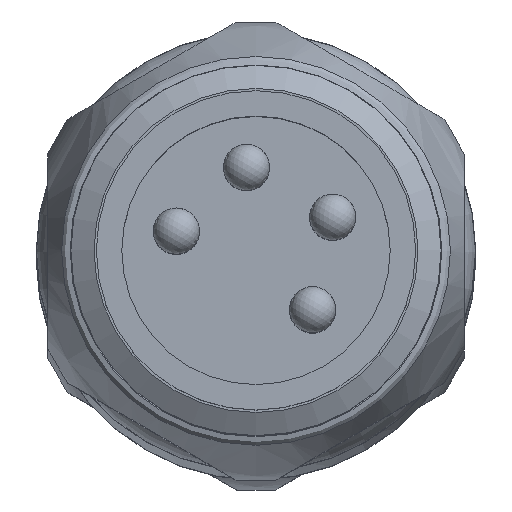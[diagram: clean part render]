
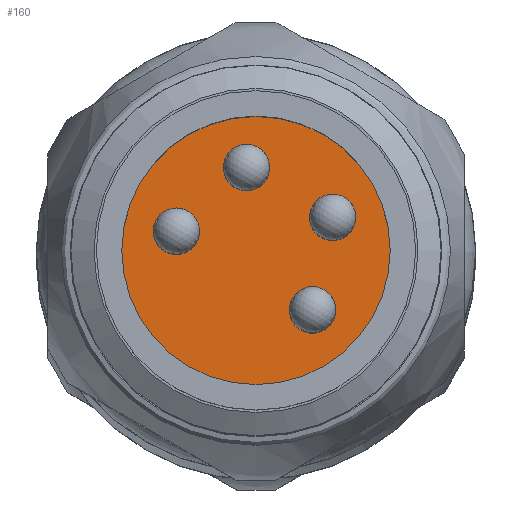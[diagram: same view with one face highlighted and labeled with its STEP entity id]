
A CAD part, top view. The second image highlights one B-rep face of the part: STEP entity #160.
In plain terms, the highlighted planar face has unit normal (0, 0, 1).
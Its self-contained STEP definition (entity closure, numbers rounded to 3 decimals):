
#111=PLANE('',#912);
#160=ADVANCED_FACE('',(#269,#270,#271,#272,#273),#111,.F.);
#269=FACE_BOUND('',#397,.T.);
#270=FACE_BOUND('',#398,.T.);
#271=FACE_BOUND('',#399,.T.);
#272=FACE_BOUND('',#400,.T.);
#273=FACE_BOUND('',#401,.T.);
#397=EDGE_LOOP('',(#539));
#398=EDGE_LOOP('',(#540));
#399=EDGE_LOOP('',(#541));
#400=EDGE_LOOP('',(#542));
#401=EDGE_LOOP('',(#543));
#539=ORIENTED_EDGE('',*,*,#721,.T.);
#540=ORIENTED_EDGE('',*,*,#722,.T.);
#541=ORIENTED_EDGE('',*,*,#723,.F.);
#542=ORIENTED_EDGE('',*,*,#724,.F.);
#543=ORIENTED_EDGE('',*,*,#725,.T.);
#650=VERTEX_POINT('',#1735);
#651=VERTEX_POINT('',#1737);
#652=VERTEX_POINT('',#1739);
#653=VERTEX_POINT('',#1741);
#654=VERTEX_POINT('',#1743);
#721=EDGE_CURVE('',#650,#650,#792,.T.);
#722=EDGE_CURVE('',#651,#651,#793,.T.);
#723=EDGE_CURVE('',#652,#652,#794,.T.);
#724=EDGE_CURVE('',#653,#653,#795,.T.);
#725=EDGE_CURVE('',#654,#654,#796,.T.);
#792=CIRCLE('',#907,0.5);
#793=CIRCLE('',#908,2.9);
#794=CIRCLE('',#909,0.5);
#795=CIRCLE('',#910,0.5);
#796=CIRCLE('',#911,0.5);
#907=AXIS2_PLACEMENT_3D('',#1734,#1103,#1104);
#908=AXIS2_PLACEMENT_3D('',#1736,#1105,#1106);
#909=AXIS2_PLACEMENT_3D('',#1738,#1107,#1108);
#910=AXIS2_PLACEMENT_3D('',#1740,#1109,#1110);
#911=AXIS2_PLACEMENT_3D('',#1742,#1111,#1112);
#912=AXIS2_PLACEMENT_3D('',#1744,#1113,#1114);
#1103=DIRECTION('',(0.,0.,-1.));
#1104=DIRECTION('',(1.,0.,0.));
#1105=DIRECTION('',(0.,0.,1.));
#1106=DIRECTION('',(0.5,0.866,0.));
#1107=DIRECTION('',(0.,0.,1.));
#1108=DIRECTION('',(-1.,0.,0.));
#1109=DIRECTION('',(0.,0.,1.));
#1110=DIRECTION('',(-1.,0.,0.));
#1111=DIRECTION('',(0.,0.,-1.));
#1112=DIRECTION('',(1.,0.,0.));
#1113=DIRECTION('',(0.,0.,-1.));
#1114=DIRECTION('',(0.5,0.866,0.));
#1734=CARTESIAN_POINT('',(51.656,50.718,105.71));
#1735=CARTESIAN_POINT('',(52.156,50.718,105.71));
#1736=CARTESIAN_POINT('',(50.,50.,105.71));
#1737=CARTESIAN_POINT('',(51.45,52.511,105.71));
#1738=CARTESIAN_POINT('',(48.278,50.417,105.71));
#1739=CARTESIAN_POINT('',(47.778,50.417,105.71));
#1740=CARTESIAN_POINT('',(49.794,51.793,105.71));
#1741=CARTESIAN_POINT('',(49.294,51.793,105.71));
#1742=CARTESIAN_POINT('',(51.222,48.717,105.71));
#1743=CARTESIAN_POINT('',(51.722,48.717,105.71));
#1744=CARTESIAN_POINT('',(48.55,47.489,105.71));
